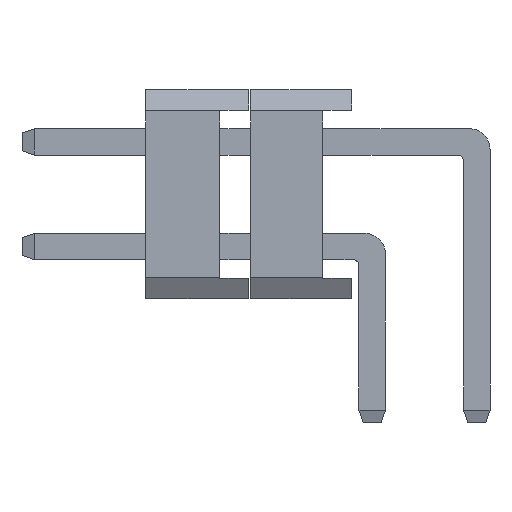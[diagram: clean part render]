
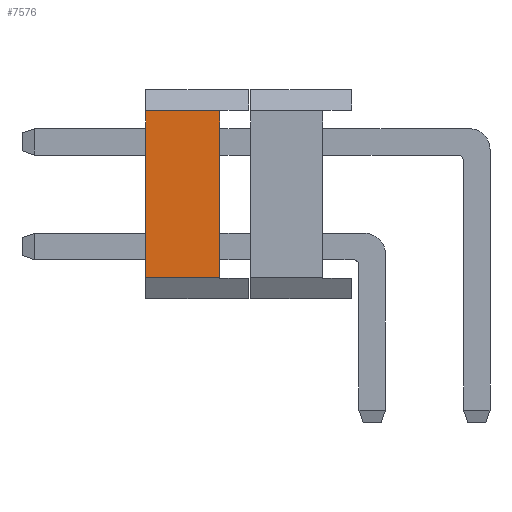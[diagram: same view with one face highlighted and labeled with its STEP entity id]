
A CAD part, left-side view. The second image highlights one B-rep face of the part: STEP entity #7576.
In plain terms, the highlighted planar face has unit normal (-1, 0, 0).
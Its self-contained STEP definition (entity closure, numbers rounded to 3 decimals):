
#1149=DIRECTION('',(0.,0.,1.));
#1150=VECTOR('',#1149,4.041);
#1151=CARTESIAN_POINT('',(-7.62,5.,-2.02));
#1152=LINE('',#1151,#1150);
#1681=DIRECTION('',(0.,1.,0.));
#1682=VECTOR('',#1681,1.8);
#1683=CARTESIAN_POINT('',(-7.62,3.2,-2.02));
#1684=LINE('',#1683,#1682);
#1685=DIRECTION('',(0.,1.,0.));
#1686=VECTOR('',#1685,1.8);
#1687=CARTESIAN_POINT('',(-7.62,3.2,2.02));
#1688=LINE('',#1687,#1686);
#1689=DIRECTION('',(0.,0.,1.));
#1690=VECTOR('',#1689,4.041);
#1691=CARTESIAN_POINT('',(-7.62,3.2,-2.02));
#1692=LINE('',#1691,#1690);
#5865=CARTESIAN_POINT('',(-7.62,5.,-2.02));
#5867=VERTEX_POINT('',#5865);
#5870=CARTESIAN_POINT('',(-7.62,5.,2.02));
#5872=VERTEX_POINT('',#5870);
#5877=CARTESIAN_POINT('',(-7.62,3.2,-2.02));
#5878=VERTEX_POINT('',#5877);
#5883=CARTESIAN_POINT('',(-7.62,3.2,2.02));
#5884=VERTEX_POINT('',#5883);
#7564=CARTESIAN_POINT('',(-7.62,0.,-2.54));
#7565=DIRECTION('',(-1.,0.,0.));
#7566=DIRECTION('',(0.,0.,1.));
#7567=AXIS2_PLACEMENT_3D('',#7564,#7565,#7566);
#7568=PLANE('',#7567);
#7569=ORIENTED_EDGE('',*,*,#6831,.T.);
#7570=ORIENTED_EDGE('',*,*,#7165,.T.);
#7572=ORIENTED_EDGE('',*,*,#7571,.F.);
#7573=ORIENTED_EDGE('',*,*,#7360,.F.);
#7574=EDGE_LOOP('',(#7569,#7570,#7572,#7573));
#7575=FACE_OUTER_BOUND('',#7574,.F.);
#6831=EDGE_CURVE('',#5878,#5867,#1684,.T.);
#7165=EDGE_CURVE('',#5867,#5872,#1152,.T.);
#7360=EDGE_CURVE('',#5878,#5884,#1692,.T.);
#7571=EDGE_CURVE('',#5884,#5872,#1688,.T.);
#7576=ADVANCED_FACE('',(#7575),#7568,.T.);
